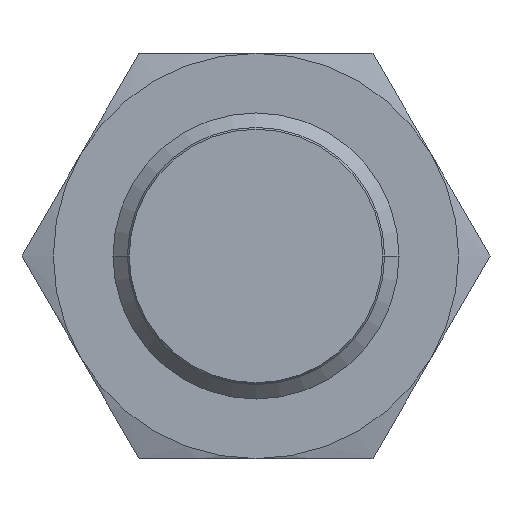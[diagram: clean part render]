
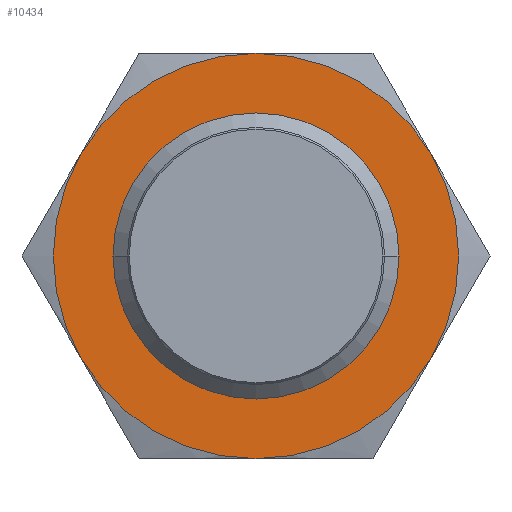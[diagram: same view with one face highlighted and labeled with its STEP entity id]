
A CAD part, left-side view. The second image highlights one B-rep face of the part: STEP entity #10434.
In plain terms, the highlighted planar face has unit normal (-1, 0, 0).
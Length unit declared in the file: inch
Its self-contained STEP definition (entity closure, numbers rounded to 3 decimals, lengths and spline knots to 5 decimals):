
#10 = CARTESIAN_POINT ( 'NONE',  ( 0.56535, 0., 0.23622 ) ) ;
#438 = CARTESIAN_POINT ( 'NONE',  ( 0.56535, 0.28981, 0.16732 ) ) ;
#536 = DIRECTION ( 'NONE',  ( 0., 0., 1. ) ) ;
#702 = AXIS2_PLACEMENT_3D ( 'NONE', #4591, #6768, #5681 ) ;
#775 = DIRECTION ( 'NONE',  ( 0., 0., 1. ) ) ;
#1022 = AXIS2_PLACEMENT_3D ( 'NONE', #8187, #5689, #4526 ) ;
#1195 = CIRCLE ( 'NONE', #702, 0.33465 ) ;
#1396 = CARTESIAN_POINT ( 'NONE',  ( 0.56535, 0.28981, -0.16732 ) ) ;
#1483 = ORIENTED_EDGE ( 'NONE', *, *, #7746, .T. ) ;
#1546 = CARTESIAN_POINT ( 'NONE',  ( 0.56535, 0., 0. ) ) ;
#1621 = DIRECTION ( 'NONE',  ( 0., 0., -1. ) ) ;
#1721 = FACE_BOUND ( 'NONE', #9530, .T. ) ;
#2350 = VERTEX_POINT ( 'NONE', #1396 ) ;
#2427 = VERTEX_POINT ( 'NONE', #10 ) ;
#2635 = DIRECTION ( 'NONE',  ( 0., 0., -1. ) ) ;
#2650 = EDGE_CURVE ( 'NONE', #5356, #7098, #10847, .T. ) ;
#2715 = CARTESIAN_POINT ( 'NONE',  ( 0.56535, 0., -0.33465 ) ) ;
#2891 = FACE_OUTER_BOUND ( 'NONE', #6751, .T. ) ;
#3116 = PLANE ( 'NONE',  #7909 ) ;
#3761 = VERTEX_POINT ( 'NONE', #14686 ) ;
#3906 = ORIENTED_EDGE ( 'NONE', *, *, #5758, .T. ) ;
#4076 = CIRCLE ( 'NONE', #14001, 0.33465 ) ;
#4185 = ORIENTED_EDGE ( 'NONE', *, *, #12586, .T. ) ;
#4526 = DIRECTION ( 'NONE',  ( 0., 0., -1. ) ) ;
#4538 = EDGE_CURVE ( 'NONE', #8570, #14284, #1195, .T. ) ;
#4591 = CARTESIAN_POINT ( 'NONE',  ( 0.56535, 0., 0. ) ) ;
#5356 = VERTEX_POINT ( 'NONE', #11472 ) ;
#5681 = DIRECTION ( 'NONE',  ( 0., 0., -1. ) ) ;
#5689 = DIRECTION ( 'NONE',  ( -1., 0., 0. ) ) ;
#5758 = EDGE_CURVE ( 'NONE', #2427, #2427, #10189, .T. ) ;
#6159 = CIRCLE ( 'NONE', #11356, 0.33465 ) ;
#6448 = CARTESIAN_POINT ( 'NONE',  ( 0.56535, 0.16732, 0. ) ) ;
#6751 = EDGE_LOOP ( 'NONE', ( #15021, #15009, #4185, #14477, #10386, #1483 ) ) ;
#6768 = DIRECTION ( 'NONE',  ( -1., 0., 0. ) ) ;
#7098 = VERTEX_POINT ( 'NONE', #438 ) ;
#7292 = CARTESIAN_POINT ( 'NONE',  ( 0.56535, 0., 0. ) ) ;
#7383 = AXIS2_PLACEMENT_3D ( 'NONE', #14198, #11872, #9234 ) ;
#7566 = CIRCLE ( 'NONE', #8795, 0.33465 ) ;
#7710 = DIRECTION ( 'NONE',  ( 1., 0., 0. ) ) ;
#7746 = EDGE_CURVE ( 'NONE', #14284, #3761, #14441, .T. ) ;
#7909 = AXIS2_PLACEMENT_3D ( 'NONE', #6448, #12564, #536 ) ;
#8187 = CARTESIAN_POINT ( 'NONE',  ( 0.56535, 0., 0. ) ) ;
#8529 = DIRECTION ( 'NONE',  ( -1., 0., 0. ) ) ;
#8570 = VERTEX_POINT ( 'NONE', #2715 ) ;
#8795 = AXIS2_PLACEMENT_3D ( 'NONE', #1546, #12256, #1621 ) ;
#9234 = DIRECTION ( 'NONE',  ( 0., 0., -1. ) ) ;
#9530 = EDGE_LOOP ( 'NONE', ( #3906 ) ) ;
#9611 = EDGE_CURVE ( 'NONE', #3761, #5356, #6159, .T. ) ;
#10189 = CIRCLE ( 'NONE', #12410, 0.23622 ) ;
#10386 = ORIENTED_EDGE ( 'NONE', *, *, #4538, .T. ) ;
#10434 = ADVANCED_FACE ( 'NONE', ( #1721, #2891 ), #3116, .T. ) ;
#10448 = DIRECTION ( 'NONE',  ( -1., 0., 0. ) ) ;
#10522 = CARTESIAN_POINT ( 'NONE',  ( 0.56535, 0., 0. ) ) ;
#10847 = CIRCLE ( 'NONE', #7383, 0.33465 ) ;
#11356 = AXIS2_PLACEMENT_3D ( 'NONE', #7292, #8529, #2635 ) ;
#11472 = CARTESIAN_POINT ( 'NONE',  ( 0.56535, 0., 0.33465 ) ) ;
#11872 = DIRECTION ( 'NONE',  ( -1., 0., 0. ) ) ;
#11969 = CARTESIAN_POINT ( 'NONE',  ( 0.56535, -0.28981, -0.16732 ) ) ;
#12256 = DIRECTION ( 'NONE',  ( -1., 0., 0. ) ) ;
#12360 = CARTESIAN_POINT ( 'NONE',  ( 0.56535, 0., 0. ) ) ;
#12410 = AXIS2_PLACEMENT_3D ( 'NONE', #12360, #7710, #775 ) ;
#12564 = DIRECTION ( 'NONE',  ( -1., 0., 0. ) ) ;
#12586 = EDGE_CURVE ( 'NONE', #7098, #2350, #4076, .T. ) ;
#12857 = DIRECTION ( 'NONE',  ( 0., 0., -1. ) ) ;
#13477 = EDGE_CURVE ( 'NONE', #2350, #8570, #7566, .T. ) ;
#14001 = AXIS2_PLACEMENT_3D ( 'NONE', #10522, #10448, #12857 ) ;
#14198 = CARTESIAN_POINT ( 'NONE',  ( 0.56535, 0., 0. ) ) ;
#14284 = VERTEX_POINT ( 'NONE', #11969 ) ;
#14441 = CIRCLE ( 'NONE', #1022, 0.33465 ) ;
#14477 = ORIENTED_EDGE ( 'NONE', *, *, #13477, .T. ) ;
#14686 = CARTESIAN_POINT ( 'NONE',  ( 0.56535, -0.28981, 0.16732 ) ) ;
#15009 = ORIENTED_EDGE ( 'NONE', *, *, #2650, .T. ) ;
#15021 = ORIENTED_EDGE ( 'NONE', *, *, #9611, .T. ) ;
